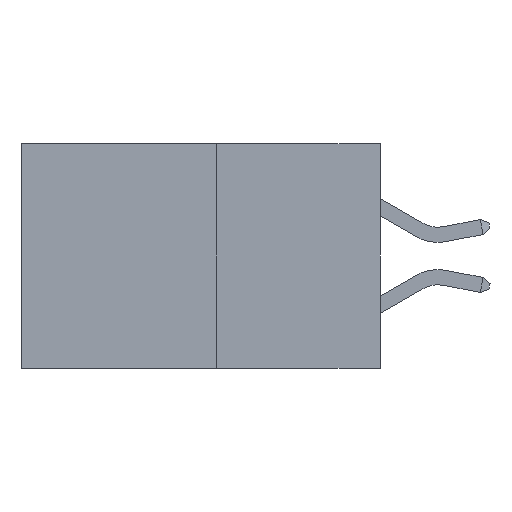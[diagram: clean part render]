
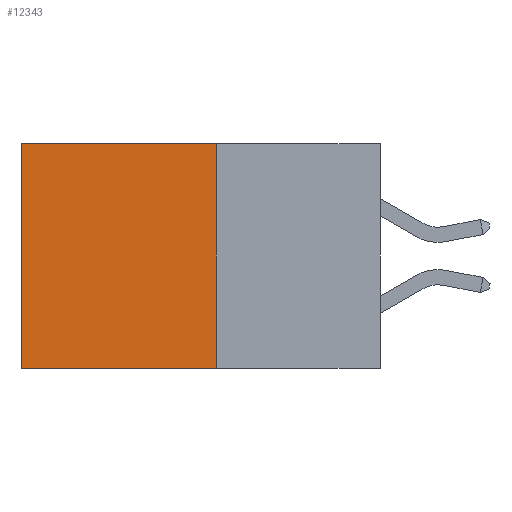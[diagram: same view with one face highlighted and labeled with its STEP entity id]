
A CAD part, left-side view. The second image highlights one B-rep face of the part: STEP entity #12343.
In plain terms, the highlighted planar face has unit normal (-1, 0, 0).
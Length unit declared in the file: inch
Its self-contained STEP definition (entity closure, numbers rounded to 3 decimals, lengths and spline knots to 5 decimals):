
#516 = VECTOR ( 'NONE', #3429, 39.37008 ) ;
#1339 = CARTESIAN_POINT ( 'NONE',  ( 0.277, 0.27, -0.37 ) ) ;
#1460 = LINE ( 'NONE', #1719, #12574 ) ;
#1719 = CARTESIAN_POINT ( 'NONE',  ( 0.277, 0.27, -0.37 ) ) ;
#1941 = EDGE_CURVE ( 'NONE', #9740, #4099, #1460, .T. ) ;
#2027 = CARTESIAN_POINT ( 'NONE',  ( 0.277, 0.59, -0.37 ) ) ;
#2327 = CARTESIAN_POINT ( 'NONE',  ( 0.277, 0.27, 0. ) ) ;
#2346 = EDGE_CURVE ( 'NONE', #10233, #4099, #2467, .T. ) ;
#2371 = ORIENTED_EDGE ( 'NONE', *, *, #2346, .T. ) ;
#2467 = LINE ( 'NONE', #10553, #2822 ) ;
#2653 = EDGE_CURVE ( 'NONE', #9491, #9740, #12710, .T. ) ;
#2822 = VECTOR ( 'NONE', #11869, 39.37008 ) ;
#3106 = ORIENTED_EDGE ( 'NONE', *, *, #11589, .T. ) ;
#3429 = DIRECTION ( 'NONE',  ( 0., 1., 0. ) ) ;
#3501 = CARTESIAN_POINT ( 'NONE',  ( 0.277, 0.27, -0.37 ) ) ;
#3508 = DIRECTION ( 'NONE',  ( 0., 1., 0. ) ) ;
#3745 = LINE ( 'NONE', #2327, #516 ) ;
#3780 = DIRECTION ( 'NONE',  ( 0., 0., -1. ) ) ;
#4099 = VERTEX_POINT ( 'NONE', #2027 ) ;
#4361 = AXIS2_PLACEMENT_3D ( 'NONE', #3501, #5674, #13170 ) ;
#4565 = ORIENTED_EDGE ( 'NONE', *, *, #1941, .F. ) ;
#4580 = PLANE ( 'NONE',  #4361 ) ;
#4708 = FACE_OUTER_BOUND ( 'NONE', #8722, .T. ) ;
#5674 = DIRECTION ( 'NONE',  ( 1., 0., 0. ) ) ;
#5915 = CARTESIAN_POINT ( 'NONE',  ( 0.277, 0.27, -0.37 ) ) ;
#7039 = VECTOR ( 'NONE', #3780, 39.37008 ) ;
#8722 = EDGE_LOOP ( 'NONE', ( #2371, #4565, #13557, #3106 ) ) ;
#9491 = VERTEX_POINT ( 'NONE', #11727 ) ;
#9740 = VERTEX_POINT ( 'NONE', #1339 ) ;
#10233 = VERTEX_POINT ( 'NONE', #13144 ) ;
#10553 = CARTESIAN_POINT ( 'NONE',  ( 0.277, 0.59, -0.37 ) ) ;
#11589 = EDGE_CURVE ( 'NONE', #9491, #10233, #3745, .T. ) ;
#11727 = CARTESIAN_POINT ( 'NONE',  ( 0.277, 0.27, 0. ) ) ;
#11869 = DIRECTION ( 'NONE',  ( 0., 0., -1. ) ) ;
#12343 = ADVANCED_FACE ( 'NONE', ( #4708 ), #4580, .F. ) ;
#12574 = VECTOR ( 'NONE', #3508, 39.37008 ) ;
#12710 = LINE ( 'NONE', #5915, #7039 ) ;
#13144 = CARTESIAN_POINT ( 'NONE',  ( 0.277, 0.59, 0. ) ) ;
#13170 = DIRECTION ( 'NONE',  ( 0., 0., -1. ) ) ;
#13557 = ORIENTED_EDGE ( 'NONE', *, *, #2653, .F. ) ;
